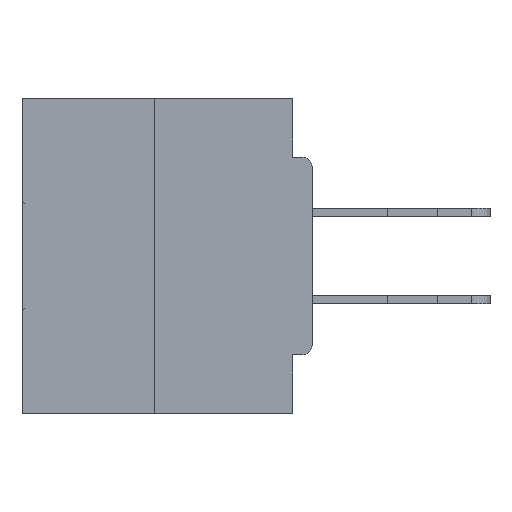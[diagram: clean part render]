
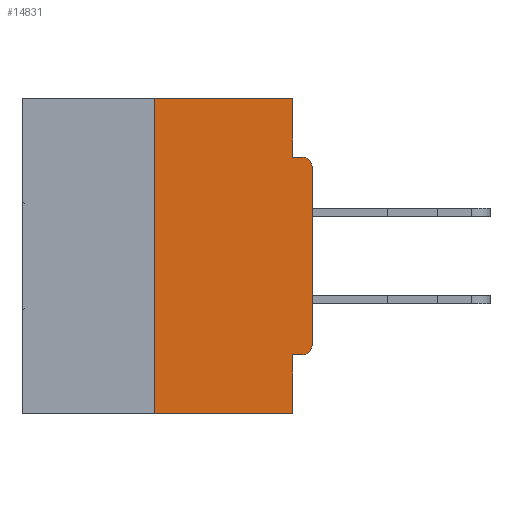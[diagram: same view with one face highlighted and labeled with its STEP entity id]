
A CAD part, left-side view. The second image highlights one B-rep face of the part: STEP entity #14831.
In plain terms, the highlighted planar face has unit normal (-1, 0, 0).
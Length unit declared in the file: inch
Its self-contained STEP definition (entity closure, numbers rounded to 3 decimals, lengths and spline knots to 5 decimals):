
#5 = DIRECTION ( 'NONE',  ( 0., 1., 0. ) ) ;
#208 = CARTESIAN_POINT ( 'NONE',  ( 0., 0.46, -0.5 ) ) ;
#494 = DIRECTION ( 'NONE',  ( 0., -1., 0. ) ) ;
#772 = CARTESIAN_POINT ( 'NONE',  ( 0., 0.25, 0. ) ) ;
#1651 = LINE ( 'NONE', #17484, #35397 ) ;
#1778 = DIRECTION ( 'NONE',  ( 0., -1., 0. ) ) ;
#2045 = CARTESIAN_POINT ( 'NONE',  ( 0., 0.46, 0. ) ) ;
#2518 = DIRECTION ( 'NONE',  ( 0., 0., -1. ) ) ;
#4842 = LINE ( 'NONE', #22817, #27113 ) ;
#5818 = DIRECTION ( 'NONE',  ( -1., 0., 0. ) ) ;
#6266 = FACE_OUTER_BOUND ( 'NONE', #18269, .T. ) ;
#6814 = CARTESIAN_POINT ( 'NONE',  ( 0., 0., -0.4065 ) ) ;
#7034 = ORIENTED_EDGE ( 'NONE', *, *, #10369, .F. ) ;
#8407 = LINE ( 'NONE', #40047, #27258 ) ;
#8538 = ORIENTED_EDGE ( 'NONE', *, *, #38975, .F. ) ;
#8847 = EDGE_CURVE ( 'NONE', #33192, #17772, #37074, .T. ) ;
#8908 = ORIENTED_EDGE ( 'NONE', *, *, #15560, .F. ) ;
#10219 = DIRECTION ( 'NONE',  ( 0., 0., 1. ) ) ;
#10369 = EDGE_CURVE ( 'NONE', #11636, #37761, #34958, .T. ) ;
#11463 = DIRECTION ( 'NONE',  ( 1., 0., 0. ) ) ;
#11597 = PLANE ( 'NONE',  #16538 ) ;
#11636 = VERTEX_POINT ( 'NONE', #35825 ) ;
#12881 = AXIS2_PLACEMENT_3D ( 'NONE', #40885, #21579, #34087 ) ;
#14020 = VERTEX_POINT ( 'NONE', #16239 ) ;
#14322 = ORIENTED_EDGE ( 'NONE', *, *, #17643, .F. ) ;
#14765 = DIRECTION ( 'NONE',  ( 0., 0., -1. ) ) ;
#14831 = ADVANCED_FACE ( 'NONE', ( #6266 ), #11597, .F. ) ;
#15560 = EDGE_CURVE ( 'NONE', #17772, #34370, #1651, .T. ) ;
#15983 = EDGE_CURVE ( 'NONE', #24753, #27802, #37812, .T. ) ;
#16172 = AXIS2_PLACEMENT_3D ( 'NONE', #21187, #5818, #27976 ) ;
#16239 = CARTESIAN_POINT ( 'NONE',  ( 0., 0.031, -0.5 ) ) ;
#16538 = AXIS2_PLACEMENT_3D ( 'NONE', #30399, #11463, #14765 ) ;
#17325 = VECTOR ( 'NONE', #23136, 39.37008 ) ;
#17484 = CARTESIAN_POINT ( 'NONE',  ( 0., 0.031, 0. ) ) ;
#17643 = EDGE_CURVE ( 'NONE', #34370, #27802, #8407, .T. ) ;
#17692 = DIRECTION ( 'NONE',  ( 0., -1., 0. ) ) ;
#17772 = VERTEX_POINT ( 'NONE', #34618 ) ;
#17933 = EDGE_CURVE ( 'NONE', #20745, #14020, #19814, .T. ) ;
#18128 = ORIENTED_EDGE ( 'NONE', *, *, #8847, .F. ) ;
#18269 = EDGE_LOOP ( 'NONE', ( #18128, #8538, #30876, #27669, #7034, #24560, #23307, #37754, #14322, #8908 ) ) ;
#18383 = EDGE_CURVE ( 'NONE', #37761, #14020, #34715, .T. ) ;
#18511 = CARTESIAN_POINT ( 'NONE',  ( 0., 0., -0.3915 ) ) ;
#19814 = LINE ( 'NONE', #208, #27782 ) ;
#20117 = CARTESIAN_POINT ( 'NONE',  ( 0., 0.031, -0.0935 ) ) ;
#20745 = VERTEX_POINT ( 'NONE', #34418 ) ;
#20791 = CARTESIAN_POINT ( 'NONE',  ( 0., 0.25, 0. ) ) ;
#21187 = CARTESIAN_POINT ( 'NONE',  ( 0., 0.015, -0.3915 ) ) ;
#21579 = DIRECTION ( 'NONE',  ( -1., 0., 0. ) ) ;
#21867 = EDGE_CURVE ( 'NONE', #11636, #24612, #34044, .T. ) ;
#22817 = CARTESIAN_POINT ( 'NONE',  ( 0., 0., 0. ) ) ;
#23136 = DIRECTION ( 'NONE',  ( 0., 0., -1. ) ) ;
#23307 = ORIENTED_EDGE ( 'NONE', *, *, #27721, .T. ) ;
#23417 = CARTESIAN_POINT ( 'NONE',  ( 0., 0.031, -0.5 ) ) ;
#24560 = ORIENTED_EDGE ( 'NONE', *, *, #21867, .T. ) ;
#24612 = VERTEX_POINT ( 'NONE', #18511 ) ;
#24753 = VERTEX_POINT ( 'NONE', #34376 ) ;
#26745 = CARTESIAN_POINT ( 'NONE',  ( 0., 0.031, -0.4065 ) ) ;
#27113 = VECTOR ( 'NONE', #10219, 39.37008 ) ;
#27258 = VECTOR ( 'NONE', #17692, 39.37008 ) ;
#27669 = ORIENTED_EDGE ( 'NONE', *, *, #18383, .F. ) ;
#27721 = EDGE_CURVE ( 'NONE', #24612, #24753, #4842, .T. ) ;
#27782 = VECTOR ( 'NONE', #494, 39.37008 ) ;
#27802 = VERTEX_POINT ( 'NONE', #39206 ) ;
#27976 = DIRECTION ( 'NONE',  ( 0., 0., -1. ) ) ;
#29485 = VECTOR ( 'NONE', #5, 39.37008 ) ;
#30399 = CARTESIAN_POINT ( 'NONE',  ( 0., 0.46, 0. ) ) ;
#30753 = DIRECTION ( 'NONE',  ( 0., 0., 1. ) ) ;
#30876 = ORIENTED_EDGE ( 'NONE', *, *, #17933, .T. ) ;
#32084 = VECTOR ( 'NONE', #30753, 39.37008 ) ;
#33192 = VERTEX_POINT ( 'NONE', #772 ) ;
#34044 = CIRCLE ( 'NONE', #16172, 0.015 ) ;
#34087 = DIRECTION ( 'NONE',  ( 0., 0., -1. ) ) ;
#34370 = VERTEX_POINT ( 'NONE', #20117 ) ;
#34376 = CARTESIAN_POINT ( 'NONE',  ( 0., 0., -0.1085 ) ) ;
#34418 = CARTESIAN_POINT ( 'NONE',  ( 0., 0.25, -0.5 ) ) ;
#34618 = CARTESIAN_POINT ( 'NONE',  ( 0., 0.031, 0. ) ) ;
#34715 = LINE ( 'NONE', #23417, #17325 ) ;
#34958 = LINE ( 'NONE', #6814, #29485 ) ;
#35397 = VECTOR ( 'NONE', #2518, 39.37008 ) ;
#35825 = CARTESIAN_POINT ( 'NONE',  ( 0., 0.015, -0.4065 ) ) ;
#37074 = LINE ( 'NONE', #2045, #40057 ) ;
#37754 = ORIENTED_EDGE ( 'NONE', *, *, #15983, .T. ) ;
#37761 = VERTEX_POINT ( 'NONE', #26745 ) ;
#37812 = CIRCLE ( 'NONE', #12881, 0.015 ) ;
#38975 = EDGE_CURVE ( 'NONE', #20745, #33192, #39075, .T. ) ;
#39075 = LINE ( 'NONE', #20791, #32084 ) ;
#39206 = CARTESIAN_POINT ( 'NONE',  ( 0., 0.015, -0.0935 ) ) ;
#40047 = CARTESIAN_POINT ( 'NONE',  ( 0., 0., -0.0935 ) ) ;
#40057 = VECTOR ( 'NONE', #1778, 39.37008 ) ;
#40885 = CARTESIAN_POINT ( 'NONE',  ( 0., 0.015, -0.1085 ) ) ;
